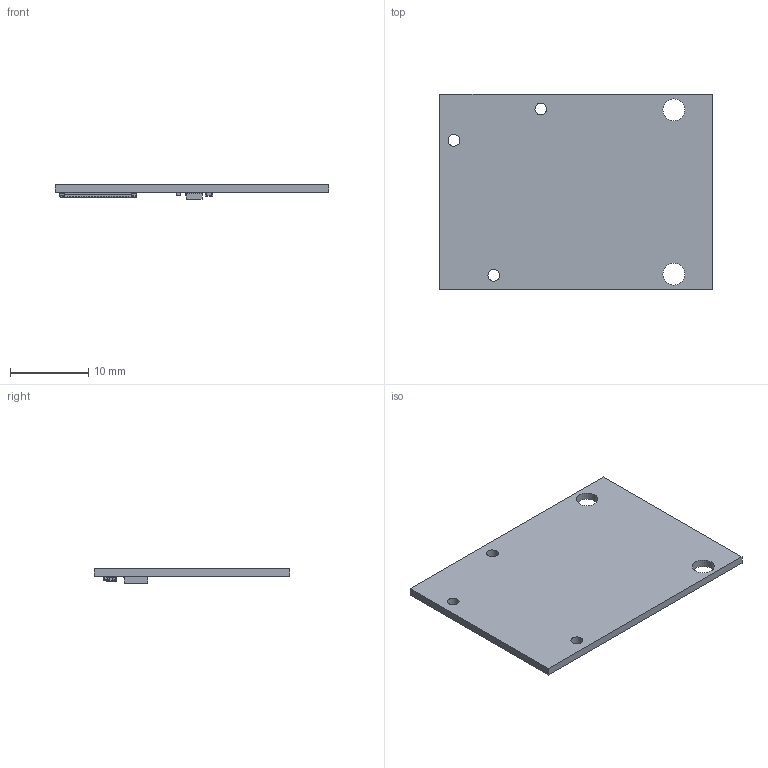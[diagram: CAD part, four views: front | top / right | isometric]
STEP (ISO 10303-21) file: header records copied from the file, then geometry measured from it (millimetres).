
FILE_DESCRIPTION(('Open CASCADE Model'),'2;1');
FILE_NAME('Open CASCADE Shape Model','2021-06-11T16:21:43',('Author'),( 'Open CASCADE'),'Open CASCADE STEP processor 6.8','Open CASCADE 6.8' ,'Unknown');
FILE_SCHEMA(('AUTOMOTIVE_DESIGN { 1 0 10303 214 1 1 1 1 }'));
Length unit declared in the file: millimetre
Products named in the file (14): PCB; Board; Open CASCADE STEP translator 6.8 4.1.1; J2; axe640124; R1; RES_1005-0402; R2; R3; C1; C0402; C2; U1; User_Library-DFN-8-2
Assembly tree (16 placements, depth 3):
  PCB
    Board
      Open CASCADE STEP translator 6.8 4.1.1
    J2
      axe640124
    R1
      RES_1005-0402
    R2
      RES_1005-0402
    R3
      RES_1005-0402
    C1
      C0402
    C2
      C0402
    U1
      User_Library-DFN-8-2
Bounding box: 35 x 25 x 1.9 mm (x, y, z)
Volume: 868.5 mm3; surface area: 1961.7 mm2
Topology: 17 solids, 17 shells, 1181 faces, 3140 edges, 2004 vertices
Faces by surface type: plane 870, cylinder 159, bspline 108, sphere 36, cone 4, torus 4
Full cylindrical faces by diameter (mm): 1.5 x3, 2.8 x2
Entity records: 32145 total; most frequent: CARTESIAN_POINT 7752, ORIENTED_EDGE 5028, DIRECTION 4536, EDGE_CURVE 2514, LINE 2048, VECTOR 2048, VERTEX_POINT 1622, AXIS2_PLACEMENT_3D 1244
